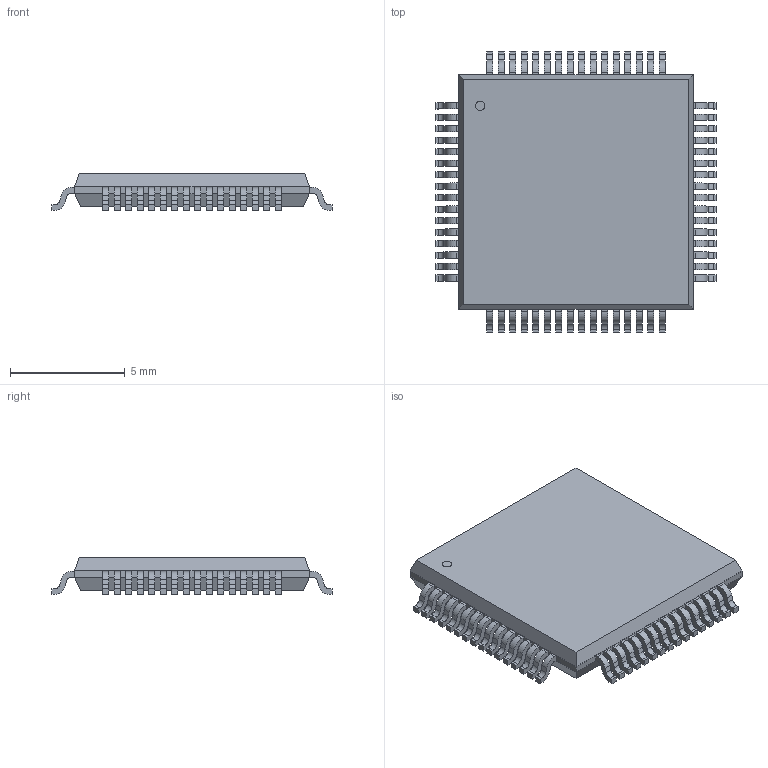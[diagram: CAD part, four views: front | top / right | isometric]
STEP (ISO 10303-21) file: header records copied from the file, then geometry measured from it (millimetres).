
FILE_DESCRIPTION(('STEP AP214'),'1');
FILE_NAME('ST_64_2_ADI','2021-01-14T11:36:31',(''),(''),'','','');
FILE_SCHEMA(('AUTOMOTIVE_DESIGN'));
Length unit declared in the file: millimetre
Products named in the file (1): product
Bounding box: 12.19 x 12.19 x 1.6 mm (x, y, z)
Volume: 151.8 mm3; surface area: 355.7 mm2
Topology: 66 solids, 66 shells, 913 faces, 2335 edges, 1554 vertices
Faces by surface type: plane 656, cylinder 257
Full cylindrical faces by diameter (mm): 0.408 x1
Entity records: 26296 total; most frequent: DIRECTION 4678, ORIENTED_EDGE 4668, CARTESIAN_POINT 2727, EDGE_CURVE 2334, LINE 1820, VECTOR 1820, VERTEX_POINT 1554, AXIS2_PLACEMENT_3D 1429
